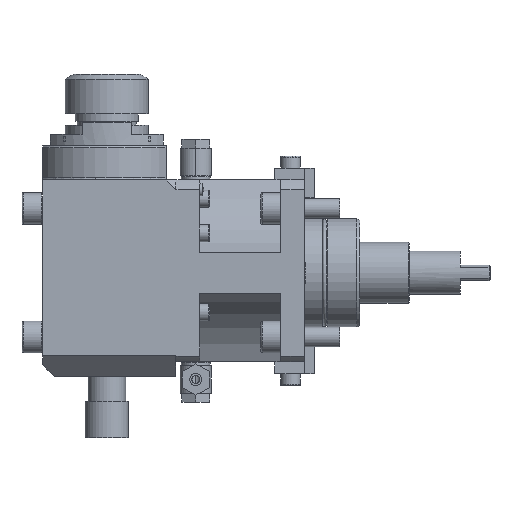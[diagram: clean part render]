
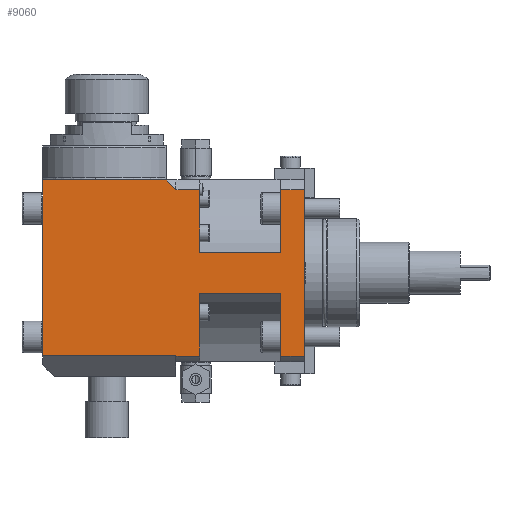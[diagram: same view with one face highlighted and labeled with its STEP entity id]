
A CAD part, front view. The second image highlights one B-rep face of the part: STEP entity #9060.
In plain terms, the highlighted planar face has unit normal (0, -1, 0).
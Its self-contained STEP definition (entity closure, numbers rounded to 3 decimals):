
#391=DIRECTION('',(0.,0.,-1.));
#392=VECTOR('',#391,84.291);
#393=CARTESIAN_POINT('',(0.,-42.,42.146));
#394=LINE('',#393,#392);
#883=DIRECTION('',(-1.,0.,0.));
#884=VECTOR('',#883,67.5);
#885=CARTESIAN_POINT('',(-65.,-42.,-42.));
#886=LINE('',#885,#884);
#887=DIRECTION('',(1.,0.,0.));
#888=VECTOR('',#887,62.5);
#889=CARTESIAN_POINT('',(-132.5,-42.,47.));
#890=LINE('',#889,#888);
#891=DIRECTION('',(0.707,0.,-0.707));
#892=VECTOR('',#891,7.071);
#893=CARTESIAN_POINT('',(-70.,-42.,47.));
#894=LINE('',#893,#892);
#895=DIRECTION('',(-1.,0.,0.));
#896=VECTOR('',#895,12.);
#897=CARTESIAN_POINT('',(-53.,-42.,42.146));
#898=LINE('',#897,#896);
#899=DIRECTION('',(0.,0.,-1.));
#900=VECTOR('',#899,31.769);
#901=CARTESIAN_POINT('',(-53.,-42.,42.146));
#902=LINE('',#901,#900);
#903=DIRECTION('',(1.,0.,0.));
#904=VECTOR('',#903,41.);
#905=CARTESIAN_POINT('',(-53.,-42.,10.376));
#906=LINE('',#905,#904);
#907=DIRECTION('',(0.,0.,-1.));
#908=VECTOR('',#907,31.769);
#909=CARTESIAN_POINT('',(-12.,-42.,42.146));
#910=LINE('',#909,#908);
#911=DIRECTION('',(-1.,0.,0.));
#912=VECTOR('',#911,12.);
#913=CARTESIAN_POINT('',(0.,-42.,42.146));
#914=LINE('',#913,#912);
#915=DIRECTION('',(-1.,0.,0.));
#916=VECTOR('',#915,12.);
#917=CARTESIAN_POINT('',(0.,-42.,-42.146));
#918=LINE('',#917,#916);
#919=DIRECTION('',(0.,0.,-1.));
#920=VECTOR('',#919,31.769);
#921=CARTESIAN_POINT('',(-12.,-42.,-10.376));
#922=LINE('',#921,#920);
#923=DIRECTION('',(1.,0.,0.));
#924=VECTOR('',#923,41.);
#925=CARTESIAN_POINT('',(-53.,-42.,-10.376));
#926=LINE('',#925,#924);
#927=DIRECTION('',(0.,0.,-1.));
#928=VECTOR('',#927,31.769);
#929=CARTESIAN_POINT('',(-53.,-42.,-10.376));
#930=LINE('',#929,#928);
#931=DIRECTION('',(-1.,0.,0.));
#932=VECTOR('',#931,12.);
#933=CARTESIAN_POINT('',(-53.,-42.,-42.146));
#934=LINE('',#933,#932);
#939=DIRECTION('',(0.,0.,-1.));
#940=VECTOR('',#939,0.146);
#941=CARTESIAN_POINT('',(-65.,-42.,-42.));
#942=LINE('',#941,#940);
#2263=DIRECTION('',(0.,0.,-1.));
#2264=VECTOR('',#2263,89.);
#2265=CARTESIAN_POINT('',(-132.5,-42.,47.));
#2266=LINE('',#2265,#2264);
#2898=DIRECTION('',(0.,0.,-1.));
#2899=VECTOR('',#2898,0.146);
#2900=CARTESIAN_POINT('',(-65.,-42.,42.146));
#2901=LINE('',#2900,#2899);
#6435=CARTESIAN_POINT('',(0.,-42.,42.146));
#6436=CARTESIAN_POINT('',(0.,-42.,-42.146));
#6437=VERTEX_POINT('',#6435);
#6438=VERTEX_POINT('',#6436);
#6480=CARTESIAN_POINT('',(-53.,-42.,-42.146));
#6482=VERTEX_POINT('',#6480);
#6483=CARTESIAN_POINT('',(-53.,-42.,42.146));
#6485=VERTEX_POINT('',#6483);
#6488=CARTESIAN_POINT('',(-12.,-42.,-42.146));
#6490=VERTEX_POINT('',#6488);
#6491=CARTESIAN_POINT('',(-12.,-42.,42.146));
#6493=VERTEX_POINT('',#6491);
#6499=CARTESIAN_POINT('',(-53.,-42.,10.376));
#6500=VERTEX_POINT('',#6499);
#6501=CARTESIAN_POINT('',(-53.,-42.,-10.376));
#6502=VERTEX_POINT('',#6501);
#6503=CARTESIAN_POINT('',(-12.,-42.,10.376));
#6504=VERTEX_POINT('',#6503);
#6505=CARTESIAN_POINT('',(-12.,-42.,-10.376));
#6506=VERTEX_POINT('',#6505);
#6521=CARTESIAN_POINT('',(-65.,-42.,-42.146));
#6522=VERTEX_POINT('',#6521);
#6523=CARTESIAN_POINT('',(-65.,-42.,42.146));
#6524=VERTEX_POINT('',#6523);
#6570=CARTESIAN_POINT('',(-132.5,-42.,47.));
#6572=VERTEX_POINT('',#6570);
#6596=CARTESIAN_POINT('',(-70.,-42.,47.));
#6598=VERTEX_POINT('',#6596);
#6608=CARTESIAN_POINT('',(-132.5,-42.,-42.));
#6609=VERTEX_POINT('',#6608);
#6619=CARTESIAN_POINT('',(-65.,-42.,-42.));
#6621=VERTEX_POINT('',#6619);
#6625=CARTESIAN_POINT('',(-65.,-42.,42.));
#6627=VERTEX_POINT('',#6625);
#9022=CARTESIAN_POINT('',(-65.,-42.,47.));
#9023=DIRECTION('',(0.,1.,0.));
#9024=DIRECTION('',(0.,0.,-1.));
#9025=AXIS2_PLACEMENT_3D('',#9022,#9023,#9024);
#9026=PLANE('',#9025);
#9028=ORIENTED_EDGE('',*,*,#9027,.F.);
#9030=ORIENTED_EDGE('',*,*,#9029,.T.);
#9032=ORIENTED_EDGE('',*,*,#9031,.F.);
#9034=ORIENTED_EDGE('',*,*,#9033,.T.);
#9036=ORIENTED_EDGE('',*,*,#9035,.T.);
#9038=ORIENTED_EDGE('',*,*,#9037,.F.);
#9040=ORIENTED_EDGE('',*,*,#9039,.F.);
#9042=ORIENTED_EDGE('',*,*,#9041,.T.);
#9044=ORIENTED_EDGE('',*,*,#9043,.T.);
#9045=ORIENTED_EDGE('',*,*,#9007,.F.);
#9046=ORIENTED_EDGE('',*,*,#8995,.F.);
#9047=ORIENTED_EDGE('',*,*,#8459,.T.);
#9049=ORIENTED_EDGE('',*,*,#9048,.T.);
#9051=ORIENTED_EDGE('',*,*,#9050,.F.);
#9053=ORIENTED_EDGE('',*,*,#9052,.F.);
#9055=ORIENTED_EDGE('',*,*,#9054,.T.);
#9057=ORIENTED_EDGE('',*,*,#9056,.T.);
#9058=EDGE_LOOP('',(#9028,#9030,#9032,#9034,#9036,#9038,#9040,#9042,#9044,#9045,
#9046,#9047,#9049,#9051,#9053,#9055,#9057));
#9059=FACE_OUTER_BOUND('',#9058,.F.);
#9060=ADVANCED_FACE('',(#9059),#9026,.F.);
#8459=EDGE_CURVE('',#6437,#6438,#394,.T.);
#8995=EDGE_CURVE('',#6437,#6493,#914,.T.);
#9007=EDGE_CURVE('',#6493,#6504,#910,.T.);
#9027=EDGE_CURVE('',#6621,#6522,#942,.T.);
#9029=EDGE_CURVE('',#6621,#6609,#886,.T.);
#9031=EDGE_CURVE('',#6572,#6609,#2266,.T.);
#9033=EDGE_CURVE('',#6572,#6598,#890,.T.);
#9035=EDGE_CURVE('',#6598,#6627,#894,.T.);
#9037=EDGE_CURVE('',#6524,#6627,#2901,.T.);
#9039=EDGE_CURVE('',#6485,#6524,#898,.T.);
#9041=EDGE_CURVE('',#6485,#6500,#902,.T.);
#9043=EDGE_CURVE('',#6500,#6504,#906,.T.);
#9048=EDGE_CURVE('',#6438,#6490,#918,.T.);
#9050=EDGE_CURVE('',#6506,#6490,#922,.T.);
#9052=EDGE_CURVE('',#6502,#6506,#926,.T.);
#9054=EDGE_CURVE('',#6502,#6482,#930,.T.);
#9056=EDGE_CURVE('',#6482,#6522,#934,.T.);
